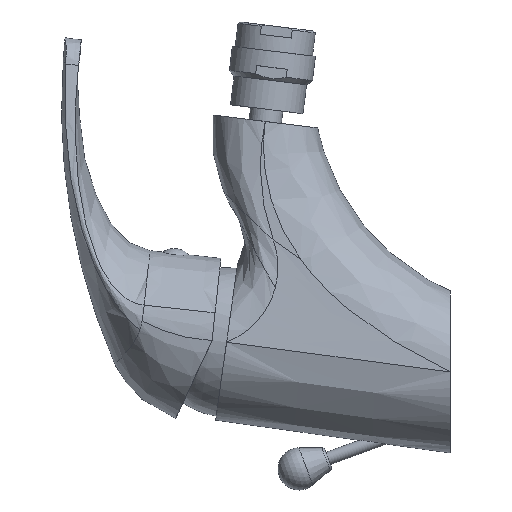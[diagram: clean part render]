
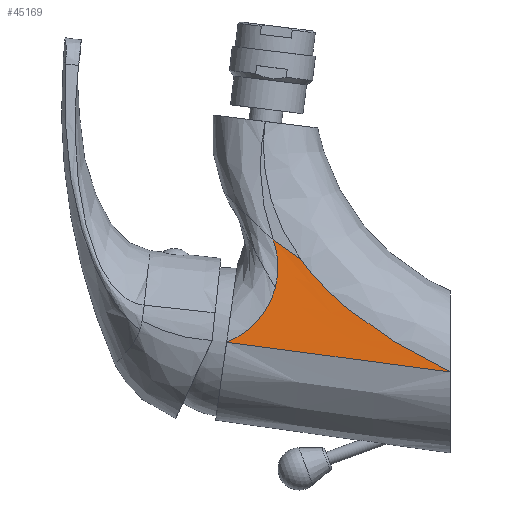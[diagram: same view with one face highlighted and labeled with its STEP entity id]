
A CAD part, left-side view. The second image highlights one B-rep face of the part: STEP entity #45169.
In plain terms, the highlighted free-form (B-spline) face has degree [3, 3] with [4, 7] control points.
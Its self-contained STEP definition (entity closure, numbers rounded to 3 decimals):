
#4383=CARTESIAN_POINT('',(-25.,0.,0.));
#4384=CARTESIAN_POINT('',(-24.797,4.662,2.204));
#4385=CARTESIAN_POINT('',(-24.147,17.798,9.035));
#4386=CARTESIAN_POINT('',(-23.104,32.121,19.163));
#4387=CARTESIAN_POINT('',(-22.193,40.268,27.478));
#4388=CARTESIAN_POINT('',(-21.863,42.77,30.436));
#4390=CARTESIAN_POINT('',(-21.863,42.77,30.436));
#4391=CARTESIAN_POINT('',(-21.725,43.816,31.673));
#4392=CARTESIAN_POINT('',(-21.561,44.965,33.125));
#4393=CARTESIAN_POINT('',(-21.394,46.04,34.596));
#4394=CARTESIAN_POINT('',(-21.371,46.188,34.8));
#4431=DIRECTION('',(0.08,0.817,0.571));
#4432=VECTOR('',#4431,10.347);
#4433=CARTESIAN_POINT('',(-21.371,46.188,34.8));
#4434=LINE('',#4433,#4432);
#4435=DIRECTION('',(0.011,0.991,0.132));
#4436=VECTOR('',#4435,69.638);
#4437=CARTESIAN_POINT('',(-25.,0.,0.));
#4438=LINE('',#4437,#4436);
#15819=CARTESIAN_POINT('',(-24.25,69.025,9.189));
#15820=CARTESIAN_POINT('',(-24.236,68.709,
9.312));
#15821=CARTESIAN_POINT('',(-24.205,68.082,
9.572));
#15822=CARTESIAN_POINT('',(-24.154,67.152,
10.002));
#15823=CARTESIAN_POINT('',(-24.099,66.239,
10.471));
#15824=CARTESIAN_POINT('',(-24.04,65.343,
10.977));
#15825=CARTESIAN_POINT('',(-23.976,64.469,
11.52));
#15826=CARTESIAN_POINT('',(-23.908,63.619,
12.098));
#15827=CARTESIAN_POINT('',(-23.836,62.795,
12.708));
#15828=CARTESIAN_POINT('',(-23.761,61.999,
13.35));
#15829=CARTESIAN_POINT('',(-23.682,61.231,
14.023));
#15830=CARTESIAN_POINT('',(-23.599,60.492,
14.726));
#15831=CARTESIAN_POINT('',(-23.513,59.781,
15.461));
#15832=CARTESIAN_POINT('',(-23.423,59.101,
16.225));
#15833=CARTESIAN_POINT('',(-23.33,58.453,
17.017));
#15834=CARTESIAN_POINT('',(-23.234,57.836,
17.835));
#15835=CARTESIAN_POINT('',(-23.135,57.254,
18.678));
#15836=CARTESIAN_POINT('',(-23.033,56.708,
19.543));
#15837=CARTESIAN_POINT('',(-22.929,56.198,
20.429));
#15838=CARTESIAN_POINT('',(-22.822,55.726,
21.333));
#15839=CARTESIAN_POINT('',(-22.714,55.292,
22.255));
#15840=CARTESIAN_POINT('',(-22.604,54.898,
23.191));
#15841=CARTESIAN_POINT('',(-22.492,54.544,
24.141));
#15842=CARTESIAN_POINT('',(-22.38,54.229,
25.103));
#15843=CARTESIAN_POINT('',(-22.303,54.046,
25.751));
#15844=CARTESIAN_POINT('',(-22.265,53.962,
26.077));
#15967=CARTESIAN_POINT('',(-22.265,53.961,
26.076));
#15968=CARTESIAN_POINT('',(-22.228,53.878,
26.393));
#15969=CARTESIAN_POINT('',(-22.153,53.724,
27.032));
#15970=CARTESIAN_POINT('',(-22.039,53.533,
28.003));
#15971=CARTESIAN_POINT('',(-21.923,53.38,
28.983));
#15972=CARTESIAN_POINT('',(-21.807,53.266,
29.969));
#15973=CARTESIAN_POINT('',(-21.691,53.192,
30.961));
#15974=CARTESIAN_POINT('',(-21.574,53.158,
31.953));
#15975=CARTESIAN_POINT('',(-21.458,53.164,
32.945));
#15976=CARTESIAN_POINT('',(-21.341,53.21,
33.936));
#15977=CARTESIAN_POINT('',(-21.225,53.296,
34.924));
#15978=CARTESIAN_POINT('',(-21.109,53.421,
35.909));
#15979=CARTESIAN_POINT('',(-20.994,53.587,
36.89));
#15980=CARTESIAN_POINT('',(-20.88,53.791,
37.863));
#15981=CARTESIAN_POINT('',(-20.766,54.034,
38.826));
#15982=CARTESIAN_POINT('',(-20.655,54.316,
39.777));
#15983=CARTESIAN_POINT('',(-20.581,54.528,
40.401));
#15984=CARTESIAN_POINT('',(-20.545,54.64,
40.71));
#33657=CARTESIAN_POINT('',(-25.,0.,0.));
#33658=CARTESIAN_POINT('',(-24.25,69.025,9.189));
#33659=VERTEX_POINT('',#33657);
#33660=VERTEX_POINT('',#33658);
#33661=VERTEX_POINT('',#4388);
#33662=VERTEX_POINT('',#4394);
#33664=VERTEX_POINT('',#15844);
#33665=CARTESIAN_POINT('',(-20.545,54.64,
40.71));
#33666=VERTEX_POINT('',#33665);
#45128=CARTESIAN_POINT('',(-25.038,-1.926,
-0.436));
#45129=CARTESIAN_POINT('',(-24.797,3.775,
2.188));
#45130=CARTESIAN_POINT('',(-24.289,14.194,
7.532));
#45131=CARTESIAN_POINT('',(-23.426,27.36,
16.048));
#45132=CARTESIAN_POINT('',(-22.455,38.223,
25.167));
#45133=CARTESIAN_POINT('',(-21.727,43.888,
31.7));
#45134=CARTESIAN_POINT('',(-21.334,46.361,
35.155));
#45135=CARTESIAN_POINT('',(-24.775,22.289,
2.797));
#45136=CARTESIAN_POINT('',(-24.569,24.998,
4.925));
#45137=CARTESIAN_POINT('',(-24.093,29.958,
9.648));
#45138=CARTESIAN_POINT('',(-23.203,36.693,
18.));
#45139=CARTESIAN_POINT('',(-22.176,43.082,
27.297));
#45140=CARTESIAN_POINT('',(-21.433,47.189,
33.847));
#45141=CARTESIAN_POINT('',(-21.049,49.229,
37.189));
#45142=CARTESIAN_POINT('',(-24.511,46.505,
6.03));
#45143=CARTESIAN_POINT('',(-24.341,46.22,
7.662));
#45144=CARTESIAN_POINT('',(-23.897,45.722,
11.765));
#45145=CARTESIAN_POINT('',(-22.979,46.026,
19.953));
#45146=CARTESIAN_POINT('',(-21.898,47.941,
29.427));
#45147=CARTESIAN_POINT('',(-21.139,50.49,
35.993));
#45148=CARTESIAN_POINT('',(-20.763,52.098,
39.224));
#45149=CARTESIAN_POINT('',(-24.248,70.721,
9.262));
#45150=CARTESIAN_POINT('',(-24.113,67.443,
10.399));
#45151=CARTESIAN_POINT('',(-23.702,61.486,
13.881));
#45152=CARTESIAN_POINT('',(-22.756,55.36,
21.906));
#45153=CARTESIAN_POINT('',(-21.619,52.8,
31.557));
#45154=CARTESIAN_POINT('',(-20.845,53.791,
38.14));
#45155=CARTESIAN_POINT('',(-20.478,54.966,
41.258));
#45156=B_SPLINE_SURFACE_WITH_KNOTS('',3,3,((#45128,#45129,#45130,#45131,#45132,
#45133,#45134),(#45135,#45136,#45137,#45138,#45139,#45140,#45141),(#45142,
#45143,#45144,#45145,#45146,#45147,#45148),(#45149,#45150,#45151,#45152,#45153,
#45154,#45155)),.UNSPECIFIED.,.F.,.F.,.F.,(4,4),(4,1,1,1,4),(-0.02,
1.02),(-0.004,0.127,0.254,
0.381,0.514),.UNSPECIFIED.);
#45158=ORIENTED_EDGE('',*,*,#45157,.T.);
#45160=ORIENTED_EDGE('',*,*,#45159,.T.);
#45162=ORIENTED_EDGE('',*,*,#45161,.T.);
#45164=ORIENTED_EDGE('',*,*,#45163,.F.);
#45165=ORIENTED_EDGE('',*,*,#45105,.F.);
#45166=ORIENTED_EDGE('',*,*,#45103,.F.);
#45167=EDGE_LOOP('',(#45158,#45160,#45162,#45164,#45165,#45166));
#45168=FACE_OUTER_BOUND('',#45167,.F.);
#45169=ADVANCED_FACE('',(#45168),#45156,.F.);
#4389=B_SPLINE_CURVE_WITH_KNOTS('',3,(#4383,#4384,#4385,#4386,#4387,#4388),
.UNSPECIFIED.,.F.,.F.,(4,1,1,4),(0.,0.246,0.739,1.),
.UNSPECIFIED.);
#4395=B_SPLINE_CURVE_WITH_KNOTS('',3,(#4390,#4391,#4392,#4393,#4394),
.UNSPECIFIED.,.F.,.F.,(4,1,4),(0.,0.861,1.),.UNSPECIFIED.);
#15845=B_SPLINE_CURVE_WITH_KNOTS('',3,(#15819,#15820,#15821,#15822,#15823,
#15824,#15825,#15826,#15827,#15828,#15829,#15830,#15831,#15832,#15833,#15834,
#15835,#15836,#15837,#15838,#15839,#15840,#15841,#15842,#15843,#15844),
.UNSPECIFIED.,.F.,.F.,(4,1,1,1,1,1,1,1,1,1,1,1,1,1,1,1,1,1,1,1,1,1,1,4),(0.,
0.043,0.087,0.13,0.174,
0.217,0.261,0.304,0.348,
0.391,0.435,0.478,0.522,
0.565,0.609,0.652,0.696,
0.739,0.783,0.826,0.87,
0.913,0.957,1.),.UNSPECIFIED.);
#15985=B_SPLINE_CURVE_WITH_KNOTS('',3,(#15967,#15968,#15969,#15970,#15971,
#15972,#15973,#15974,#15975,#15976,#15977,#15978,#15979,#15980,#15981,#15982,
#15983,#15984),.UNSPECIFIED.,.F.,.F.,(4,1,1,1,1,1,1,1,1,1,1,1,1,1,1,4),(0.,
0.067,0.133,0.2,0.267,0.333,
0.4,0.467,0.533,0.6,0.667,
0.733,0.8,0.867,0.933,1.),
.UNSPECIFIED.);
#45103=EDGE_CURVE('',#33659,#33661,#4389,.T.);
#45105=EDGE_CURVE('',#33661,#33662,#4395,.T.);
#45157=EDGE_CURVE('',#33659,#33660,#4438,.T.);
#45159=EDGE_CURVE('',#33660,#33664,#15845,.T.);
#45161=EDGE_CURVE('',#33664,#33666,#15985,.T.);
#45163=EDGE_CURVE('',#33662,#33666,#4434,.T.);
